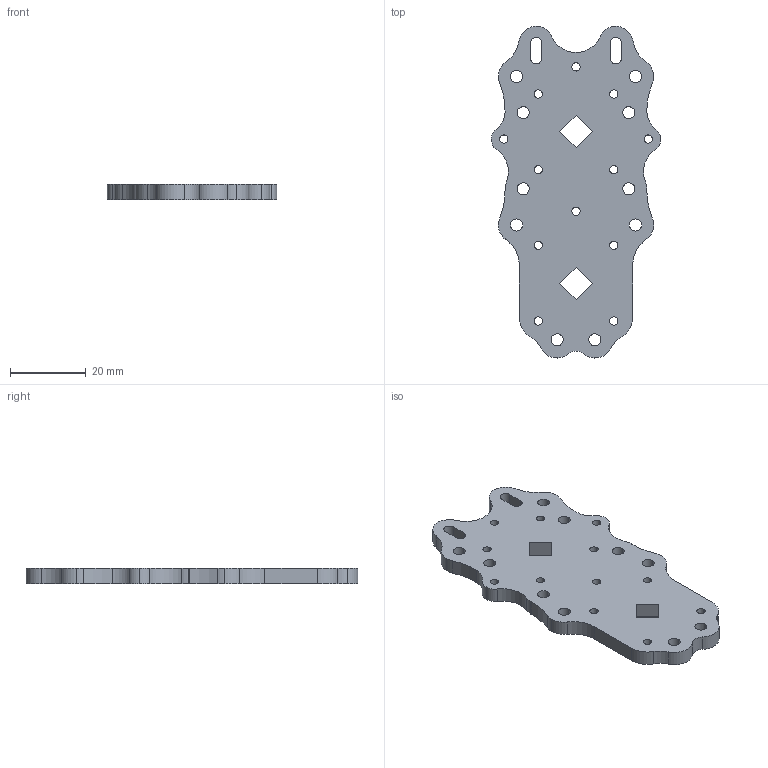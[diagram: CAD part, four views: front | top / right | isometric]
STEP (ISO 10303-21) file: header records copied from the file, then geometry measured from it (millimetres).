
FILE_DESCRIPTION (( 'STEP AP203' ), '1' );
FILE_NAME ('drone_base_test_3_Défaut_sldprt.STEP', '2021-02-07T17:37:04', ( '' ), ( '' ), 'SwSTEP 2.0', 'SolidWorks 2019', '' );
FILE_SCHEMA (( 'CONFIG_CONTROL_DESIGN' ));
Length unit declared in the file: millimetre
Products named in the file (1): drone_base_test_3_Défaut_sldprt
Bounding box: 44.78 x 87.8 x 4 mm (x, y, z)
Volume: 10750.9 mm3; surface area: 7407.9 mm2
Topology: 1 solids, 1 shells, 103 faces, 303 edges, 202 vertices
Faces by surface type: cylinder 87, plane 16
Entity records: 3712 total; most frequent: DIRECTION 685, CARTESIAN_POINT 609, ORIENTED_EDGE 606, EDGE_CURVE 303, AXIS2_PLACEMENT_3D 278, VERTEX_POINT 202, CIRCLE 174, EDGE_LOOP 155
